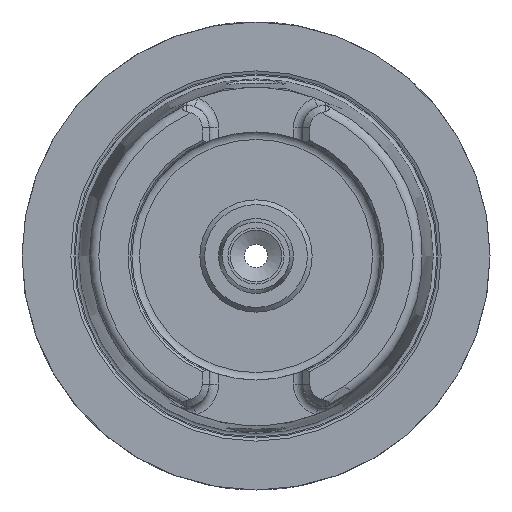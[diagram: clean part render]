
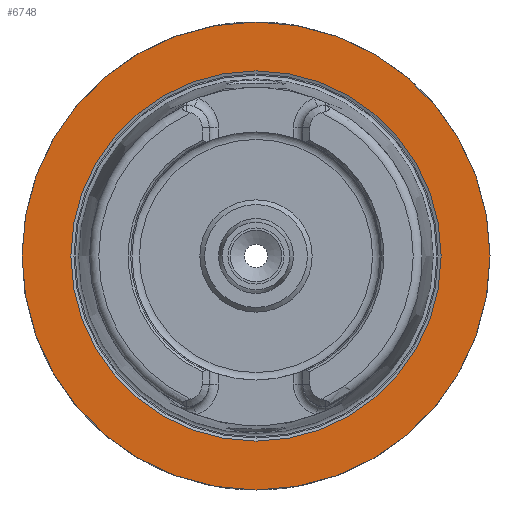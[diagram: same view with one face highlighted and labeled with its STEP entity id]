
A CAD part, left-side view. The second image highlights one B-rep face of the part: STEP entity #6748.
In plain terms, the highlighted planar face has unit normal (-1, 0, 0).
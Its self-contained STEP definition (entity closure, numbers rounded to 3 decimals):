
#5934=CARTESIAN_POINT('',(0.,50.0,0.0));
#5935=VERTEX_POINT('',#5934);
#5936=CARTESIAN_POINT('',(0.,0.,0.0));
#5937=DIRECTION('',(1.0,0.0,0.0));
#5938=DIRECTION('',(0.0,1.0,0.0));
#5939=AXIS2_PLACEMENT_3D('',#5936,#5937,#5938);
#5940=CIRCLE('',#5939,50.0);
#5941=EDGE_CURVE('',#5935,#5935,#5940,.T.);
#6722=CARTESIAN_POINT('',(0.,39.55,0.0));
#6723=VERTEX_POINT('',#6722);
#6724=CARTESIAN_POINT('',(0.,0.,0.0));
#6725=DIRECTION('',(1.0,0.0,0.0));
#6726=DIRECTION('',(0.0,1.0,0.0));
#6727=AXIS2_PLACEMENT_3D('',#6724,#6725,#6726);
#6728=CIRCLE('',#6727,39.55);
#6729=EDGE_CURVE('',#6723,#6723,#6728,.T.);
#6737=CARTESIAN_POINT('',(0.,44.775,0.0));
#6738=DIRECTION('',(-1.0,0.0,0.0));
#6739=DIRECTION('',(0.0,0.0,1.0));
#6740=AXIS2_PLACEMENT_3D('',#6737,#6738,#6739);
#6741=PLANE('',#6740);
#6742=ORIENTED_EDGE('',*,*,#5941,.F.);
#6743=EDGE_LOOP('',(#6742));
#6744=FACE_OUTER_BOUND('',#6743,.T.);
#6745=ORIENTED_EDGE('',*,*,#6729,.T.);
#6746=EDGE_LOOP('',(#6745));
#6747=FACE_BOUND('',#6746,.T.);
#6748=ADVANCED_FACE('',(#6744,#6747),#6741,.T.);
